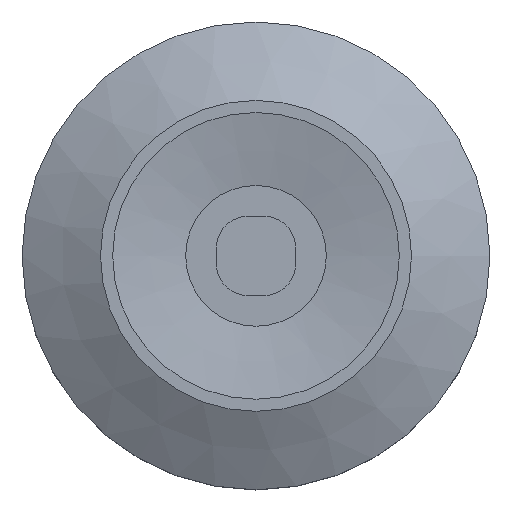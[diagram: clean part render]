
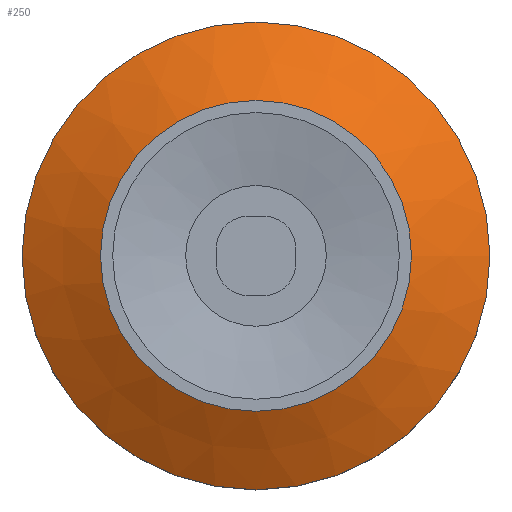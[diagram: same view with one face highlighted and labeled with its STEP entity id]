
A CAD part, top view. The second image highlights one B-rep face of the part: STEP entity #250.
In plain terms, the highlighted conical face has half-angle 61.732 degrees and reference radius 66.532 mm.
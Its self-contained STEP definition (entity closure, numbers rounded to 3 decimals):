
#70=ORIENTED_EDGE('',*,*,#131,.F.);
#71=ORIENTED_EDGE('',*,*,#130,.T.);
#130=EDGE_CURVE('',#161,#161,#184,.T.);
#131=EDGE_CURVE('',#162,#162,#185,.T.);
#161=VERTEX_POINT('',#400);
#162=VERTEX_POINT('',#403);
#184=CIRCLE('',#282,66.532);
#185=CIRCLE('',#284,44.215);
#201=EDGE_LOOP('',(#70));
#202=EDGE_LOOP('',(#71));
#225=FACE_BOUND('',#201,.T.);
#226=FACE_BOUND('',#202,.T.);
#246=CONICAL_SURFACE('',#283,66.532,1.077);
#250=ADVANCED_FACE('',(#225,#226),#246,.T.);
#282=AXIS2_PLACEMENT_3D('',#399,#320,#321);
#283=AXIS2_PLACEMENT_3D('',#401,#322,#323);
#284=AXIS2_PLACEMENT_3D('',#402,#324,#325);
#320=DIRECTION('',(0.,0.,1.));
#321=DIRECTION('',(1.,0.,0.));
#322=DIRECTION('',(0.,0.,-1.));
#323=DIRECTION('',(-1.,0.,0.));
#324=DIRECTION('',(0.,0.,1.));
#325=DIRECTION('',(1.,0.,0.));
#399=CARTESIAN_POINT('',(0.,0.,41.77));
#400=CARTESIAN_POINT('',(66.532,0.,41.77));
#401=CARTESIAN_POINT('',(0.,0.,41.77));
#402=CARTESIAN_POINT('',(0.,0.,53.77));
#403=CARTESIAN_POINT('',(44.215,0.,53.77));
